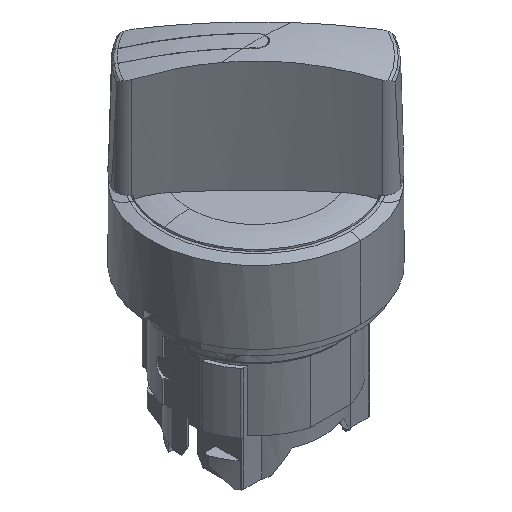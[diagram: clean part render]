
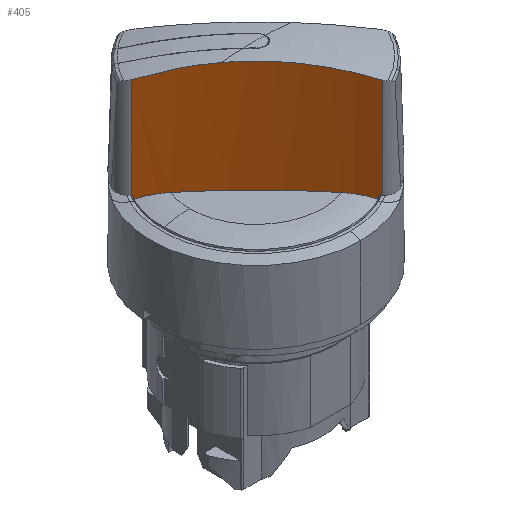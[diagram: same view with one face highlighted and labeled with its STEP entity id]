
A CAD part, isometric view. The second image highlights one B-rep face of the part: STEP entity #405.
In plain terms, the highlighted cylindrical face has radius 77.538 mm (diameter 155.076 mm), a partial arc.
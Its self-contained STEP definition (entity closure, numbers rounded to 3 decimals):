
#405=ADVANCED_FACE('',(#1136),#1137,.F.);
#1136=FACE_OUTER_BOUND('',#1873,.T.);
#1137=CYLINDRICAL_SURFACE('',#1874,77.538);
#1873=EDGE_LOOP('',(#5054,#5055,#5056,#5057,#5058,#5059,#5060,#5061,#5062,#5063,#5064,#5065,#5066,#5067,#5068));
#1874=AXIS2_PLACEMENT_3D('',#5069,#5070,#5071);
#5054=ORIENTED_EDGE('',*,*,#5220,.T.);
#5055=ORIENTED_EDGE('',*,*,#6166,.F.);
#5056=ORIENTED_EDGE('',*,*,#6170,.F.);
#5057=ORIENTED_EDGE('',*,*,#6185,.T.);
#5058=ORIENTED_EDGE('',*,*,#6144,.F.);
#5059=ORIENTED_EDGE('',*,*,#5172,.F.);
#5060=ORIENTED_EDGE('',*,*,#6186,.F.);
#5061=ORIENTED_EDGE('',*,*,#6175,.F.);
#5062=ORIENTED_EDGE('',*,*,#6167,.F.);
#5063=ORIENTED_EDGE('',*,*,#6163,.F.);
#5064=ORIENTED_EDGE('',*,*,#6187,.F.);
#5065=ORIENTED_EDGE('',*,*,#6020,.T.);
#5066=ORIENTED_EDGE('',*,*,#5194,.T.);
#5067=ORIENTED_EDGE('',*,*,#6019,.T.);
#5068=ORIENTED_EDGE('',*,*,#6017,.T.);
#5069=CARTESIAN_POINT('',(-57.13,-57.128,14.49));
#5070=DIRECTION('',(0.0,0.0,1.0));
#5071=DIRECTION('',(1.0,0.0,0.0));
#5172=EDGE_CURVE('',#6290,#6284,#6292,.T.);
#5194=EDGE_CURVE('',#6335,#6333,#6336,.T.);
#5220=EDGE_CURVE('',#6383,#6381,#6384,.T.);
#6017=EDGE_CURVE('',#7702,#6383,#7703,.T.);
#6019=EDGE_CURVE('',#6333,#7702,#7705,.T.);
#6020=EDGE_CURVE('',#7706,#6335,#7707,.T.);
#6144=EDGE_CURVE('',#6284,#7902,#7903,.T.);
#6163=EDGE_CURVE('',#7928,#7930,#7931,.T.);
#6166=EDGE_CURVE('',#7933,#6381,#7935,.T.);
#6167=EDGE_CURVE('',#7930,#7936,#7937,.T.);
#6170=EDGE_CURVE('',#7940,#7933,#7941,.T.);
#6175=EDGE_CURVE('',#7936,#7948,#7949,.T.);
#6185=EDGE_CURVE('',#7940,#7902,#7962,.T.);
#6186=EDGE_CURVE('',#7948,#6290,#7963,.T.);
#6187=EDGE_CURVE('',#7706,#7928,#7964,.T.);
#6284=VERTEX_POINT('',#8266);
#6290=VERTEX_POINT('',#8281);
#6292=B_SPLINE_CURVE_WITH_KNOTS('',3,(#8288,#8289,#8290,#8291,#8292,#8293,#8294,#8295,#8296,#8297,#8298,#8299,#8300,#8301,#8302,#8303,#8304,#8305,#8306,#8307,#8308,#8309),.UNSPECIFIED.,.F.,.F.,(4,2,2,2,2,2,2,2,2,2,4),(0.0,7.098,9.751,10.896,11.771,12.598,13.497,14.745,16.289,19.647,24.447),.UNSPECIFIED.);
#6333=VERTEX_POINT('',#8425);
#6335=VERTEX_POINT('',#8427);
#6336=LINE('',#8428,#8429);
#6381=VERTEX_POINT('',#8490);
#6383=VERTEX_POINT('',#8497);
#6384=B_SPLINE_CURVE_WITH_KNOTS('',3,(#8498,#8499,#8500,#8501,#8502,#8503),.UNSPECIFIED.,.F.,.F.,(4,2,4),(0.0,3.156,5.825),.UNSPECIFIED.);
#7702=VERTEX_POINT('',#10812);
#7703=CIRCLE('',#10813,77.538);
#7705=B_SPLINE_CURVE_WITH_KNOTS('',3,(#10815,#10816,#10817,#10818,#10819,#10820),.UNSPECIFIED.,.F.,.F.,(4,2,4),(0.0,3.523,7.771),.UNSPECIFIED.);
#7706=VERTEX_POINT('',#10821);
#7707=CIRCLE('',#10822,77.538);
#7902=VERTEX_POINT('',#11338);
#7903=B_SPLINE_CURVE_WITH_KNOTS('',3,(#11339,#11340,#11341,#11342,#11343,#11344,#11345,#11346,#11347,#11348,#11349,#11350,#11351,#11352,#11353,#11354,#11355,#11356,#11357,#11358,#11359,#11360),.UNSPECIFIED.,.F.,.F.,(4,2,2,2,2,2,2,2,2,2,4),(0.0,7.098,9.751,10.896,11.771,12.598,13.497,14.745,16.289,19.647,24.447),.UNSPECIFIED.);
#7928=VERTEX_POINT('',#11514);
#7930=VERTEX_POINT('',#11516);
#7931=CIRCLE('',#11517,77.538);
#7933=VERTEX_POINT('',#11519);
#7935=LINE('',#11521,#11522);
#7936=VERTEX_POINT('',#11523);
#7937=LINE('',#11524,#11525);
#7940=VERTEX_POINT('',#11528);
#7941=CIRCLE('',#11529,77.538);
#7948=VERTEX_POINT('',#11536);
#7949=CIRCLE('',#11537,77.538);
#7962=LINE('',#11606,#11607);
#7963=LINE('',#11608,#11609);
#7964=LINE('',#11610,#11611);
#8266=CARTESIAN_POINT('',(-4.704,0.001,30.661));
#8281=CARTESIAN_POINT('',(-11.389,5.481,29.26));
#8288=CARTESIAN_POINT('',(-11.389,5.481,29.26));
#8289=CARTESIAN_POINT('',(-9.538,4.129,29.848));
#8290=CARTESIAN_POINT('',(-7.719,2.674,30.267));
#8291=CARTESIAN_POINT('',(-5.291,0.54,30.607));
#8292=CARTESIAN_POINT('',(-4.638,-0.053,30.675));
#8293=CARTESIAN_POINT('',(-3.717,-0.919,30.737));
#8294=CARTESIAN_POINT('',(-3.442,-1.183,30.752));
#8295=CARTESIAN_POINT('',(-2.958,-1.651,30.769));
#8296=CARTESIAN_POINT('',(-2.75,-1.855,30.774));
#8297=CARTESIAN_POINT('',(-2.347,-2.255,30.778));
#8298=CARTESIAN_POINT('',(-2.152,-2.45,30.777));
#8299=CARTESIAN_POINT('',(-1.748,-2.859,30.771));
#8300=CARTESIAN_POINT('',(-1.539,-3.074,30.765));
#8301=CARTESIAN_POINT('',(-1.042,-3.588,30.745));
#8302=CARTESIAN_POINT('',(-0.756,-3.89,30.727));
#8303=CARTESIAN_POINT('',(-0.122,-4.569,30.676));
#8304=CARTESIAN_POINT('',(0.225,-4.947,30.639));
#8305=CARTESIAN_POINT('',(1.312,-6.158,30.497));
#8306=CARTESIAN_POINT('',(2.036,-7.001,30.361));
#8307=CARTESIAN_POINT('',(3.743,-9.075,29.936));
#8308=CARTESIAN_POINT('',(4.701,-10.314,29.607));
#8309=CARTESIAN_POINT('',(5.611,-11.567,29.202));
#8425=CARTESIAN_POINT('',(-11.254,5.382,15.13));
#8427=CARTESIAN_POINT('',(-11.254,5.382,14.9));
#8428=CARTESIAN_POINT('',(-11.254,5.382,15.015));
#8429=VECTOR('',#11720,1.0);
#8490=CARTESIAN_POINT('',(5.382,-11.253,15.13));
#8497=CARTESIAN_POINT('',(3.214,-8.438,15.63));
#8498=CARTESIAN_POINT('',(0.886,-5.686,15.13));
#8499=CARTESIAN_POINT('',(1.562,-6.448,15.391));
#8500=CARTESIAN_POINT('',(2.369,-7.388,15.627));
#8501=CARTESIAN_POINT('',(3.997,-9.409,15.633));
#8502=CARTESIAN_POINT('',(4.71,-10.339,15.47));
#8503=CARTESIAN_POINT('',(5.382,-11.254,15.13));
#10812=CARTESIAN_POINT('',(-8.438,3.215,15.63));
#10813=AXIS2_PLACEMENT_3D('',#13127,#13128,#13129);
#10815=CARTESIAN_POINT('',(-11.254,5.382,15.13));
#10816=CARTESIAN_POINT('',(-10.347,4.717,15.467));
#10817=CARTESIAN_POINT('',(-9.426,4.01,15.63));
#10818=CARTESIAN_POINT('',(-7.402,2.381,15.631));
#10819=CARTESIAN_POINT('',(-6.453,1.567,15.393));
#10820=CARTESIAN_POINT('',(-5.686,0.886,15.13));
#10821=CARTESIAN_POINT('',(-11.389,5.481,14.9));
#10822=AXIS2_PLACEMENT_3D('',#13133,#13134,#13135);
#11338=CARTESIAN_POINT('',(5.611,-11.567,29.202));
#11339=CARTESIAN_POINT('',(-11.389,5.481,29.26));
#11340=CARTESIAN_POINT('',(-9.538,4.129,29.848));
#11341=CARTESIAN_POINT('',(-7.719,2.674,30.267));
#11342=CARTESIAN_POINT('',(-5.291,0.54,30.607));
#11343=CARTESIAN_POINT('',(-4.638,-0.053,30.675));
#11344=CARTESIAN_POINT('',(-3.717,-0.919,30.737));
#11345=CARTESIAN_POINT('',(-3.442,-1.183,30.752));
#11346=CARTESIAN_POINT('',(-2.958,-1.651,30.769));
#11347=CARTESIAN_POINT('',(-2.75,-1.855,30.774));
#11348=CARTESIAN_POINT('',(-2.347,-2.255,30.778));
#11349=CARTESIAN_POINT('',(-2.152,-2.45,30.777));
#11350=CARTESIAN_POINT('',(-1.748,-2.859,30.771));
#11351=CARTESIAN_POINT('',(-1.539,-3.074,30.765));
#11352=CARTESIAN_POINT('',(-1.042,-3.588,30.745));
#11353=CARTESIAN_POINT('',(-0.756,-3.89,30.727));
#11354=CARTESIAN_POINT('',(-0.122,-4.569,30.676));
#11355=CARTESIAN_POINT('',(0.225,-4.947,30.639));
#11356=CARTESIAN_POINT('',(1.312,-6.158,30.497));
#11357=CARTESIAN_POINT('',(2.036,-7.001,30.361));
#11358=CARTESIAN_POINT('',(3.743,-9.075,29.936));
#11359=CARTESIAN_POINT('',(4.701,-10.314,29.607));
#11360=CARTESIAN_POINT('',(5.611,-11.567,29.202));
#11514=CARTESIAN_POINT('',(-11.389,5.481,14.904));
#11516=CARTESIAN_POINT('',(-11.254,5.383,14.904));
#11517=AXIS2_PLACEMENT_3D('',#13336,#13337,#13338);
#11519=CARTESIAN_POINT('',(5.382,-11.253,15.634));
#11521=CARTESIAN_POINT('',(5.382,-11.253,15.269));
#11522=VECTOR('',#13345,1.0);
#11523=CARTESIAN_POINT('',(-11.254,5.383,15.634));
#11524=CARTESIAN_POINT('',(-11.254,5.383,15.269));
#11525=VECTOR('',#13346,1.0);
#11528=CARTESIAN_POINT('',(5.611,-11.567,15.634));
#11529=AXIS2_PLACEMENT_3D('',#13353,#13354,#13355);
#11536=CARTESIAN_POINT('',(-11.389,5.481,15.634));
#11537=AXIS2_PLACEMENT_3D('',#13368,#13369,#13370);
#11606=CARTESIAN_POINT('',(5.611,-11.567,14.49));
#11607=VECTOR('',#13386,1.0);
#11608=CARTESIAN_POINT('',(-11.389,5.481,14.49));
#11609=VECTOR('',#13387,1.0);
#11610=CARTESIAN_POINT('',(-11.389,5.481,14.49));
#11611=VECTOR('',#13388,1.0);
#11720=DIRECTION('',(0.,0.,1.0));
#13127=CARTESIAN_POINT('',(-57.13,-57.128,15.63));
#13128=DIRECTION('',(0.,0.,-1.0));
#13129=DIRECTION('',(1.0,0.,0.));
#13133=CARTESIAN_POINT('',(-57.13,-57.128,14.9));
#13134=DIRECTION('',(0.,0.,-1.0));
#13135=DIRECTION('',(1.0,0.,0.));
#13336=CARTESIAN_POINT('',(-57.13,-57.128,14.904));
#13337=DIRECTION('',(0.,0.,-1.0));
#13338=DIRECTION('',(1.0,0.,0.));
#13345=DIRECTION('',(0.,-0.0,-1.0));
#13346=DIRECTION('',(0.,0.0,1.0));
#13353=CARTESIAN_POINT('',(-57.13,-57.128,15.634));
#13354=DIRECTION('',(0.,0.,1.0));
#13355=DIRECTION('',(1.0,0.,0.));
#13368=CARTESIAN_POINT('',(-57.13,-57.128,15.634));
#13369=DIRECTION('',(0.,0.,1.0));
#13370=DIRECTION('',(1.0,0.,0.));
#13386=DIRECTION('',(0.0,0.0,1.0));
#13387=DIRECTION('',(0.0,0.0,1.0));
#13388=DIRECTION('',(0.0,0.0,1.0));
